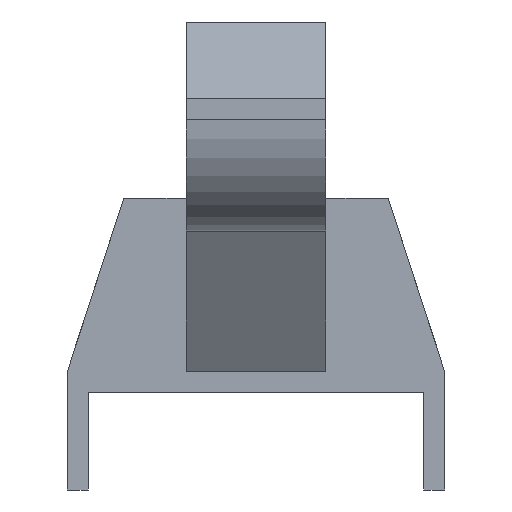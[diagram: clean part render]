
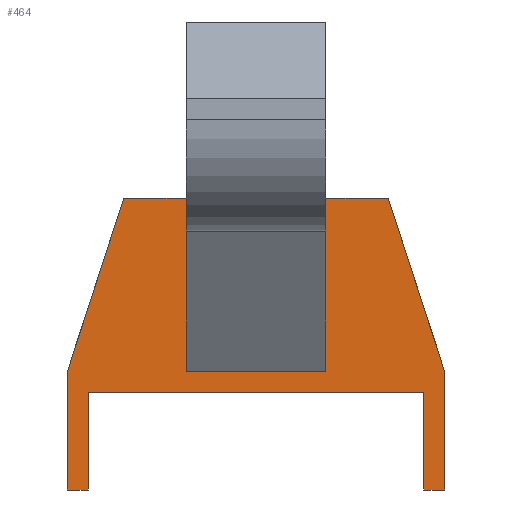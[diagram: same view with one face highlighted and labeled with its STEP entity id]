
A CAD part, front view. The second image highlights one B-rep face of the part: STEP entity #464.
In plain terms, the highlighted planar face has unit normal (0, -1, 0).
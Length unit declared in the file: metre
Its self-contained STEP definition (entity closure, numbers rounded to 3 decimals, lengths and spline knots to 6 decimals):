
#18=LINE('',#671,#67);
#24=LINE('',#684,#73);
#25=LINE('',#690,#74);
#30=LINE('',#700,#79);
#31=LINE('',#702,#80);
#40=LINE('',#720,#89);
#41=LINE('',#722,#90);
#43=LINE('',#726,#92);
#44=LINE('',#728,#93);
#45=LINE('',#730,#94);
#46=LINE('',#732,#95);
#47=LINE('',#734,#96);
#48=LINE('',#736,#97);
#49=LINE('',#738,#98);
#67=VECTOR('',#545,1.);
#73=VECTOR('',#553,1.);
#74=VECTOR('',#560,1.);
#79=VECTOR('',#567,1.);
#80=VECTOR('',#570,1.);
#89=VECTOR('',#583,1.);
#90=VECTOR('',#586,1.);
#92=VECTOR('',#590,1.);
#93=VECTOR('',#591,1.);
#94=VECTOR('',#592,1.);
#95=VECTOR('',#593,1.);
#96=VECTOR('',#594,1.);
#97=VECTOR('',#595,1.);
#98=VECTOR('',#596,1.);
#124=PLANE('',#508);
#180=ORIENTED_EDGE('',*,*,#288,.F.);
#181=ORIENTED_EDGE('',*,*,#291,.T.);
#182=ORIENTED_EDGE('',*,*,#292,.F.);
#183=ORIENTED_EDGE('',*,*,#293,.T.);
#184=ORIENTED_EDGE('',*,*,#294,.T.);
#185=ORIENTED_EDGE('',*,*,#295,.F.);
#186=ORIENTED_EDGE('',*,*,#296,.F.);
#187=ORIENTED_EDGE('',*,*,#297,.T.);
#188=ORIENTED_EDGE('',*,*,#289,.F.);
#189=ORIENTED_EDGE('',*,*,#264,.F.);
#190=ORIENTED_EDGE('',*,*,#270,.F.);
#191=ORIENTED_EDGE('',*,*,#273,.F.);
#192=ORIENTED_EDGE('',*,*,#278,.F.);
#193=ORIENTED_EDGE('',*,*,#279,.F.);
#264=EDGE_CURVE('',#326,#327,#18,.T.);
#270=EDGE_CURVE('',#331,#326,#24,.F.);
#273=EDGE_CURVE('',#334,#331,#25,.F.);
#278=EDGE_CURVE('',#337,#334,#30,.F.);
#279=EDGE_CURVE('',#338,#337,#31,.T.);
#288=EDGE_CURVE('',#344,#338,#40,.T.);
#289=EDGE_CURVE('',#327,#345,#41,.T.);
#291=EDGE_CURVE('',#344,#346,#43,.T.);
#292=EDGE_CURVE('',#347,#346,#44,.T.);
#293=EDGE_CURVE('',#347,#348,#45,.T.);
#294=EDGE_CURVE('',#348,#349,#46,.T.);
#295=EDGE_CURVE('',#350,#349,#47,.T.);
#296=EDGE_CURVE('',#351,#350,#48,.T.);
#297=EDGE_CURVE('',#351,#345,#49,.T.);
#326=VERTEX_POINT('',#672);
#327=VERTEX_POINT('',#673);
#331=VERTEX_POINT('',#683);
#334=VERTEX_POINT('',#691);
#337=VERTEX_POINT('',#699);
#338=VERTEX_POINT('',#703);
#344=VERTEX_POINT('',#719);
#345=VERTEX_POINT('',#723);
#346=VERTEX_POINT('',#727);
#347=VERTEX_POINT('',#729);
#348=VERTEX_POINT('',#731);
#349=VERTEX_POINT('',#733);
#350=VERTEX_POINT('',#735);
#351=VERTEX_POINT('',#737);
#389=EDGE_LOOP('',(#180,#181,#182,#183,#184,#185,#186,#187,#188,#189,#190,
#191,#192,#193));
#427=FACE_BOUND('',#389,.T.);
#464=ADVANCED_FACE('',(#427),#124,.T.);
#508=AXIS2_PLACEMENT_3D('',#725,#588,#589);
#545=DIRECTION('',(-1.,0.,0.));
#553=DIRECTION('',(0.,0.,1.));
#560=DIRECTION('',(1.,0.,0.));
#567=DIRECTION('',(0.,0.,-1.));
#570=DIRECTION('',(-1.,0.,0.));
#583=DIRECTION('',(0.,0.,-1.));
#586=DIRECTION('',(0.,0.,1.));
#588=DIRECTION('',(0.,-1.,0.));
#589=DIRECTION('',(0.,0.,-1.));
#590=DIRECTION('',(-0.309,0.,0.951));
#591=DIRECTION('',(1.,0.,0.));
#592=DIRECTION('',(0.,0.,-1.));
#593=DIRECTION('',(-1.,0.,0.));
#594=DIRECTION('',(0.,0.,-1.));
#595=DIRECTION('',(1.,0.,0.));
#596=DIRECTION('',(-0.309,0.,-0.951));
#671=CARTESIAN_POINT('',(0.,0.,-0.026));
#672=CARTESIAN_POINT('',(0.,0.,-0.026));
#673=CARTESIAN_POINT('',(-0.0015,0.,-0.026));
#683=CARTESIAN_POINT('',(0.,0.,-0.019));
#684=CARTESIAN_POINT('',(0.,0.,-0.016934));
#690=CARTESIAN_POINT('',(0.010736,0.,-0.019));
#691=CARTESIAN_POINT('',(0.024,0.,-0.019));
#699=CARTESIAN_POINT('',(0.024,0.,-0.026));
#700=CARTESIAN_POINT('',(0.024,0.,-0.016739));
#702=CARTESIAN_POINT('',(0.0255,0.,-0.026));
#703=CARTESIAN_POINT('',(0.0255,0.,-0.026));
#719=CARTESIAN_POINT('',(0.0255,0.,-0.0175));
#720=CARTESIAN_POINT('',(0.0255,0.,-0.016739));
#722=CARTESIAN_POINT('',(-0.0015,0.,-0.016934));
#723=CARTESIAN_POINT('',(-0.0015,0.,-0.0175));
#725=CARTESIAN_POINT('',(0.,0.,0.));
#726=CARTESIAN_POINT('',(0.017922,0.,0.005823));
#727=CARTESIAN_POINT('',(0.021472,0.,-0.005103));
#728=CARTESIAN_POINT('',(0.012,0.,-0.005103));
#729=CARTESIAN_POINT('',(0.017,0.,-0.005103));
#730=CARTESIAN_POINT('',(0.017,0.,0.));
#731=CARTESIAN_POINT('',(0.017,0.,-0.0175));
#732=CARTESIAN_POINT('',(0.,0.,-0.0175));
#733=CARTESIAN_POINT('',(0.007,0.,-0.0175));
#734=CARTESIAN_POINT('',(0.007,0.,0.));
#735=CARTESIAN_POINT('',(0.007,0.,-0.005103));
#736=CARTESIAN_POINT('',(0.012,0.,-0.005103));
#737=CARTESIAN_POINT('',(0.002528,0.,-0.005103));
#738=CARTESIAN_POINT('',(0.003786,0.,-0.00123));
